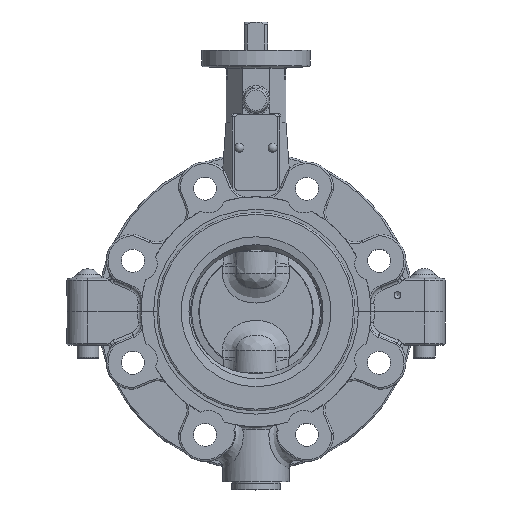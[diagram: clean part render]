
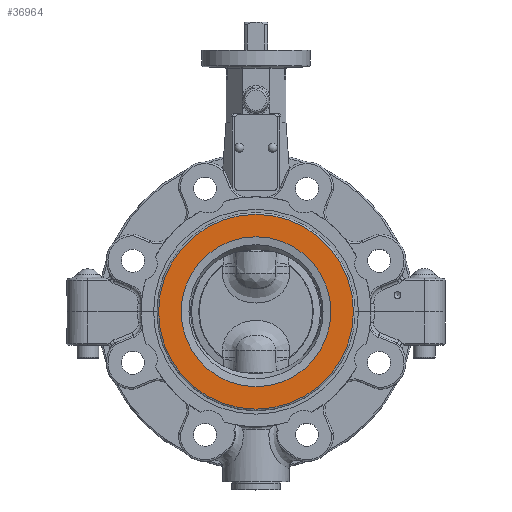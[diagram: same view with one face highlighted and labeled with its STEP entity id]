
A CAD part, top view. The second image highlights one B-rep face of the part: STEP entity #36964.
In plain terms, the highlighted face is planar.
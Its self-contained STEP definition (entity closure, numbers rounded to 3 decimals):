
#36913=CARTESIAN_POINT('',(-58.5,23.,0.));
#36914=VERTEX_POINT('',#36913);
#36915=CARTESIAN_POINT('',(0.,23.,0.0));
#36916=DIRECTION('',(0.0,-1.0,0.0));
#36917=DIRECTION('',(1.0,0.0,0.0));
#36918=AXIS2_PLACEMENT_3D('',#36915,#36916,#36917);
#36919=CIRCLE('',#36918,58.5);
#36920=EDGE_CURVE('',#36914,#36914,#36919,.T.);
#36945=CARTESIAN_POINT('',(-52.25,23.,0.0));
#36946=DIRECTION('',(0.0,1.0,0.0));
#36947=DIRECTION('',(0.0,0.0,1.0));
#36948=AXIS2_PLACEMENT_3D('',#36945,#36946,#36947);
#36949=PLANE('',#36948);
#36950=ORIENTED_EDGE('',*,*,#36920,.F.);
#36951=EDGE_LOOP('',(#36950));
#36952=FACE_OUTER_BOUND('',#36951,.T.);
#36953=CARTESIAN_POINT('',(-45.,23.,0.0));
#36954=VERTEX_POINT('',#36953);
#36955=CARTESIAN_POINT('',(0.,23.,0.0));
#36956=DIRECTION('',(0.0,1.0,0.0));
#36957=DIRECTION('',(-1.0,0.0,0.0));
#36958=AXIS2_PLACEMENT_3D('',#36955,#36956,#36957);
#36959=CIRCLE('',#36958,45.);
#36960=EDGE_CURVE('',#36954,#36954,#36959,.T.);
#36961=ORIENTED_EDGE('',*,*,#36960,.F.);
#36962=EDGE_LOOP('',(#36961));
#36963=FACE_BOUND('',#36962,.T.);
#36964=ADVANCED_FACE('',(#36952,#36963),#36949,.T.);
